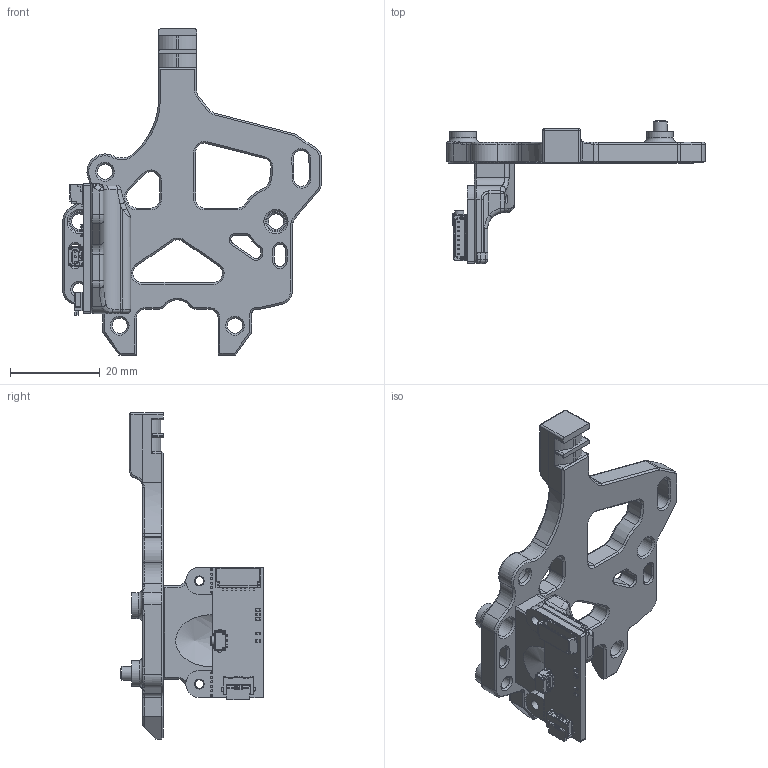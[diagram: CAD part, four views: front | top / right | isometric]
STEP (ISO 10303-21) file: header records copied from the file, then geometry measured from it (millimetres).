
FILE_DESCRIPTION(/* description */ (''),/* implementation_level */ '2;1');
FILE_NAME(/* name */ 'Mandible_NH36_PZ_Mount.step',/* time_stamp */ '2025-08-23T21:44:00-07:00',/* author */ (''),/* organization */ (''),/* preprocessor_version */ 'ST-DEVELOPER v20.1',/* originating_system */ 'Autodesk Translation Framework v14.10.0.0',/* authorisation */ '');
FILE_SCHEMA (('AUTOMOTIVE_DESIGN { 1 0 10303 214 3 1 1 }'));
Length unit declared in the file: millimetre
Products named in the file (5): MicronExtruder; CANBoard_Mount2_nospacer; NH36_1.4_MainMount; PZ_PCB_Mount; Controller Reference CAD
Assembly tree (4 placements, depth 3):
  MicronExtruder
    CANBoard_Mount2_nospacer
      NH36_1.4_MainMount
    PZ_PCB_Mount
    Controller Reference CAD
Bounding box: 57.59 x 32.05 x 72.69 mm (x, y, z)
Volume: 12263.6 mm3; surface area: 9655.8 mm2
Topology: 31 solids, 31 shells, 1627 faces, 4257 edges, 2709 vertices
Faces by surface type: plane 1025, cylinder 404, cone 83, torus 76, bspline 25, sphere 14
Full cylindrical faces by diameter (mm): 0.46 x2, 0.5 x17, 0.8 x1, 0.9 x3, 1.9 x4, 2 x1, 2.1 x1, 2.2 x4, 2.5 x1, 2.8 x1, 3.1 x1, 3.4 x5, 3.6 x2, 4.6 x2, 5.8 x4, 6 x1
Entity records: 50459 total; most frequent: CARTESIAN_POINT 9595, ORIENTED_EDGE 8494, DIRECTION 8433, EDGE_CURVE 4247, LINE 3155, VECTOR 3155, VERTEX_POINT 2709, AXIS2_PLACEMENT_3D 2639
